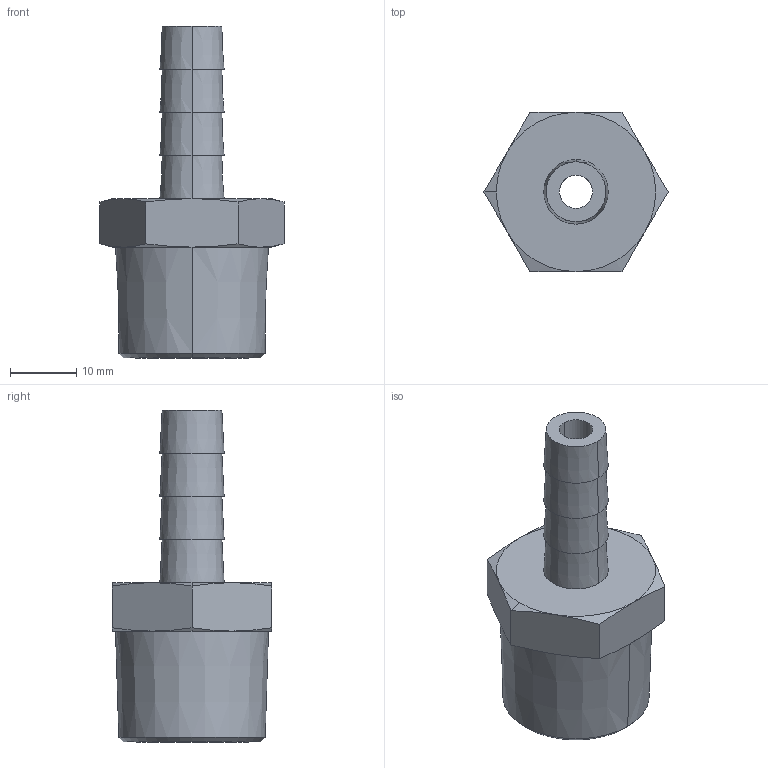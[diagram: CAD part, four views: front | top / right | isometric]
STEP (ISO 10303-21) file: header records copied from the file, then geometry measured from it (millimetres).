
FILE_DESCRIPTION (( 'STEP AP214' ), '1' );
FILE_NAME ('R-144-DN15-9.STEP', '2022-12-09T10:44:54', ( 'Windows 蚚誧' ), ( 'Organization' ), 'SwSTEP 2.0', 'SolidWorks 2019', '' );
FILE_SCHEMA (( 'AUTOMOTIVE_DESIGN' ));
Length unit declared in the file: millimetre
Products named in the file (1): R-144-DN15-9
Bounding box: 27.71 x 24 x 50 mm (x, y, z)
Volume: 7962.1 mm3; surface area: 4713.4 mm2
Topology: 1 solids, 1 shells, 45 faces, 94 edges, 56 vertices
Faces by surface type: cone 28, plane 13, cylinder 4
Entity records: 1302 total; most frequent: CARTESIAN_POINT 316, DIRECTION 206, ORIENTED_EDGE 188, EDGE_CURVE 94, AXIS2_PLACEMENT_3D 90, VERTEX_POINT 56, EDGE_LOOP 52, ADVANCED_FACE 45
